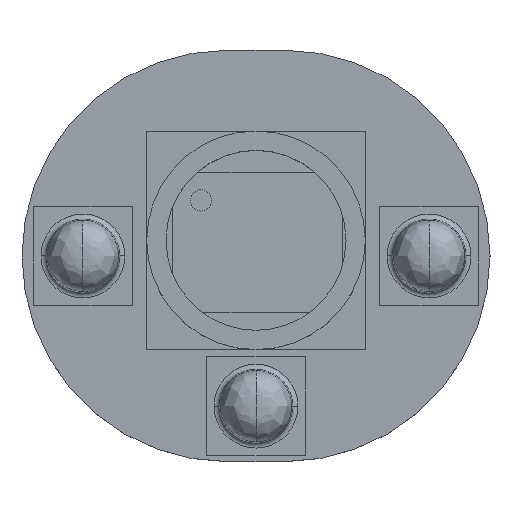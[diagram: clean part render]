
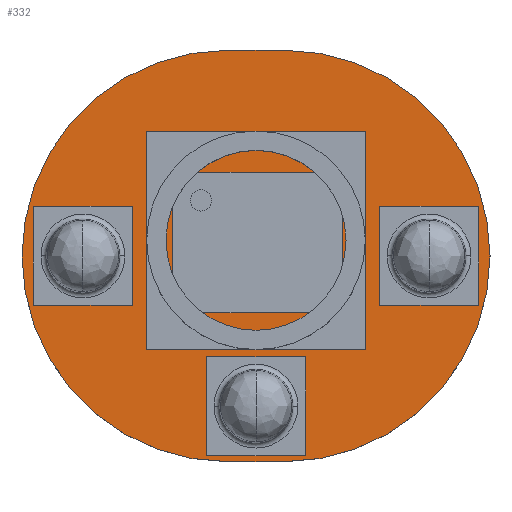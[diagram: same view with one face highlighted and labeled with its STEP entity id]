
A CAD part, top view. The second image highlights one B-rep face of the part: STEP entity #332.
In plain terms, the highlighted planar face has unit normal (0, 0, 1).
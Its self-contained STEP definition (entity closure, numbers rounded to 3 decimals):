
#55 = VERTEX_POINT('',#56);
#56 = CARTESIAN_POINT('',(-1.1,-8.,0.));
#62 = EDGE_CURVE('',#55,#63,#65,.T.);
#63 = VERTEX_POINT('',#64);
#64 = CARTESIAN_POINT('',(-1.1,8.,0.));
#65 = CIRCLE('',#66,8.);
#66 = AXIS2_PLACEMENT_3D('',#67,#68,#69);
#67 = CARTESIAN_POINT('',(-1.1,0.,0.));
#68 = DIRECTION('',(0.,0.,-1.));
#69 = DIRECTION('',(0.,-1.,0.));
#95 = EDGE_CURVE('',#63,#96,#98,.T.);
#96 = VERTEX_POINT('',#97);
#97 = CARTESIAN_POINT('',(1.1,8.,0.));
#98 = LINE('',#99,#100);
#99 = CARTESIAN_POINT('',(-1.1,8.,0.));
#100 = VECTOR('',#101,1.);
#101 = DIRECTION('',(1.,0.,0.));
#126 = EDGE_CURVE('',#96,#127,#129,.T.);
#127 = VERTEX_POINT('',#128);
#128 = CARTESIAN_POINT('',(1.1,-8.,0.));
#129 = CIRCLE('',#130,8.);
#130 = AXIS2_PLACEMENT_3D('',#131,#132,#133);
#131 = CARTESIAN_POINT('',(1.1,0.,0.));
#132 = DIRECTION('',(0.,0.,-1.));
#133 = DIRECTION('',(0.,1.,0.));
#159 = EDGE_CURVE('',#127,#55,#160,.T.);
#160 = LINE('',#161,#162);
#161 = CARTESIAN_POINT('',(1.1,-8.,0.));
#162 = VECTOR('',#163,1.);
#163 = DIRECTION('',(-1.,0.,0.));
#183 = VERTEX_POINT('',#184);
#184 = CARTESIAN_POINT('',(-3.2,-2.9,0.));
#190 = EDGE_CURVE('',#183,#183,#191,.T.);
#191 = CIRCLE('',#192,0.3);
#192 = AXIS2_PLACEMENT_3D('',#193,#194,#195);
#193 = CARTESIAN_POINT('',(-3.5,-2.9,0.));
#194 = DIRECTION('',(0.,0.,1.));
#195 = DIRECTION('',(1.,0.,0.));
#216 = VERTEX_POINT('',#217);
#217 = CARTESIAN_POINT('',(-3.2,4.1,0.));
#223 = EDGE_CURVE('',#216,#216,#224,.T.);
#224 = CIRCLE('',#225,0.3);
#225 = AXIS2_PLACEMENT_3D('',#226,#227,#228);
#226 = CARTESIAN_POINT('',(-3.5,4.1,0.));
#227 = DIRECTION('',(0.,0.,1.));
#228 = DIRECTION('',(1.,0.,0.));
#249 = VERTEX_POINT('',#250);
#250 = CARTESIAN_POINT('',(3.8,-2.9,0.));
#256 = EDGE_CURVE('',#249,#249,#257,.T.);
#257 = CIRCLE('',#258,0.3);
#258 = AXIS2_PLACEMENT_3D('',#259,#260,#261);
#259 = CARTESIAN_POINT('',(3.5,-2.9,0.));
#260 = DIRECTION('',(0.,0.,1.));
#261 = DIRECTION('',(1.,0.,0.));
#282 = VERTEX_POINT('',#283);
#283 = CARTESIAN_POINT('',(3.8,4.1,0.));
#289 = EDGE_CURVE('',#282,#282,#290,.T.);
#290 = CIRCLE('',#291,0.3);
#291 = AXIS2_PLACEMENT_3D('',#292,#293,#294);
#292 = CARTESIAN_POINT('',(3.5,4.1,0.));
#293 = DIRECTION('',(0.,0.,1.));
#294 = DIRECTION('',(1.,0.,0.));
#332 = ADVANCED_FACE('',(#333,#339,#342,#345,#348),#351,.T.);
#333 = FACE_BOUND('',#334,.F.);
#334 = EDGE_LOOP('',(#335,#336,#337,#338));
#335 = ORIENTED_EDGE('',*,*,#62,.T.);
#336 = ORIENTED_EDGE('',*,*,#95,.T.);
#337 = ORIENTED_EDGE('',*,*,#126,.T.);
#338 = ORIENTED_EDGE('',*,*,#159,.T.);
#339 = FACE_BOUND('',#340,.T.);
#340 = EDGE_LOOP('',(#341));
#341 = ORIENTED_EDGE('',*,*,#190,.F.);
#342 = FACE_BOUND('',#343,.T.);
#343 = EDGE_LOOP('',(#344));
#344 = ORIENTED_EDGE('',*,*,#223,.F.);
#345 = FACE_BOUND('',#346,.T.);
#346 = EDGE_LOOP('',(#347));
#347 = ORIENTED_EDGE('',*,*,#256,.F.);
#348 = FACE_BOUND('',#349,.T.);
#349 = EDGE_LOOP('',(#350));
#350 = ORIENTED_EDGE('',*,*,#289,.F.);
#351 = PLANE('',#352);
#352 = AXIS2_PLACEMENT_3D('',#353,#354,#355);
#353 = CARTESIAN_POINT('',(-1.1,-8.,0.));
#354 = DIRECTION('',(0.,0.,1.));
#355 = DIRECTION('',(1.,0.,0.));
